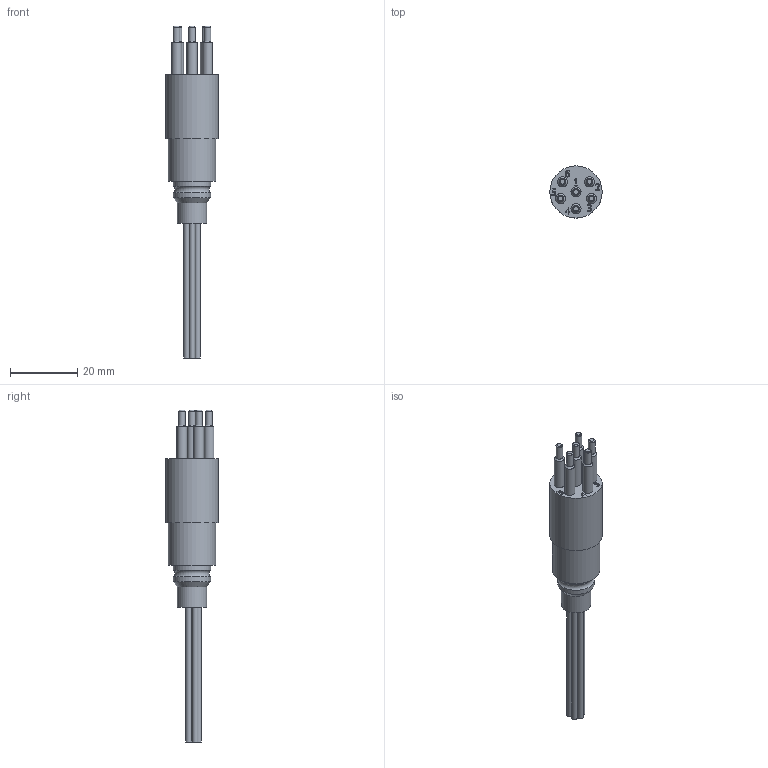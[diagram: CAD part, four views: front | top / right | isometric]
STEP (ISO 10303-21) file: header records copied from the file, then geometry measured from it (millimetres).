
FILE_DESCRIPTION(/* description */ (''),/* implementation_level */ '2;1');
FILE_NAME(/* name */ 'MCOM6M.stp',/* time_stamp */ '2014-11-26T09:45:56+01:00',/* author */ ('sh'),/* organization */ (''),/* preprocessor_version */ 'ST-DEVELOPER v15.2',/* originating_system */ 'Autodesk Inventor 2014',/* authorisation */ '');
FILE_SCHEMA (('AUTOMOTIVE_DESIGN { 1 0 10303 214 3 1 1 }'));
Length unit declared in the file: millimetre
Products named in the file (1): MCOM6M
Bounding box: 15.5 x 15.5 x 98.5 mm (x, y, z)
Volume: 7406.7 mm3; surface area: 4514.2 mm2
Topology: 1 solids, 1 shells, 173 faces, 424 edges, 276 vertices
Faces by surface type: plane 72, bspline 63, cylinder 24, cone 13, torus 1
Full cylindrical faces by diameter (mm): 1.7 x6, 2 x6, 3 x6, 5.7 x1, 8.7 x1, 11 x2, 14 x1, 15.5 x1
Entity records: 5405 total; most frequent: CARTESIAN_POINT 1651, ORIENTED_EDGE 768, DIRECTION 534, EDGE_CURVE 384, VERTEX_POINT 274, EDGE_LOOP 234, LINE 204, VECTOR 204
